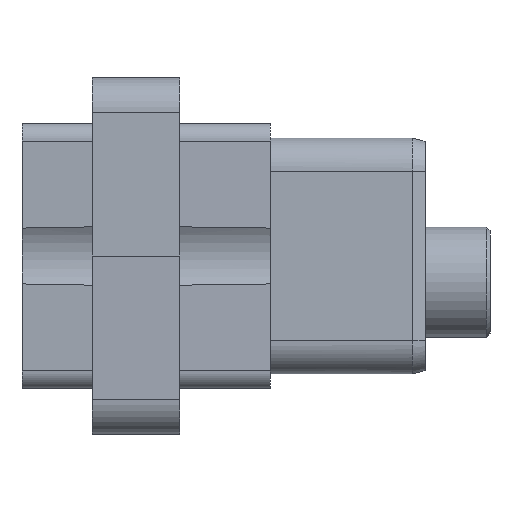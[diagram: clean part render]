
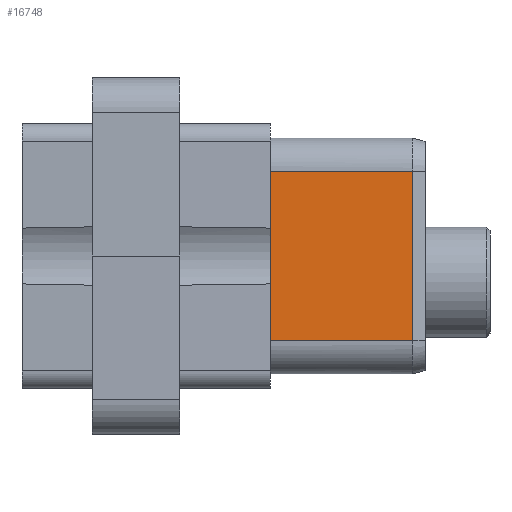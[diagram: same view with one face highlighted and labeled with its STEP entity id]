
A CAD part, front view. The second image highlights one B-rep face of the part: STEP entity #16748.
In plain terms, the highlighted planar face has unit normal (0.011, -1, 0).
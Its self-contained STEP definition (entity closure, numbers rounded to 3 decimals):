
#3381=CARTESIAN_POINT('',(18.234,-20.838,4.825));
#3382=CARTESIAN_POINT('',(18.234,-20.838,3.753));
#3383=CARTESIAN_POINT('',(18.235,-20.838,1.608));
#3384=CARTESIAN_POINT('',(18.235,-20.838,
-1.608));
#3385=CARTESIAN_POINT('',(18.235,-20.838,
-3.753));
#3386=CARTESIAN_POINT('',(18.235,-20.838,
-4.825));
#3388=CARTESIAN_POINT('',(10.125,-20.93,-4.825));
#3389=CARTESIAN_POINT('',(11.026,-20.92,-4.825));
#3390=CARTESIAN_POINT('',(12.828,-20.899,
-4.825));
#3391=CARTESIAN_POINT('',(15.532,-20.869,
-4.825));
#3392=CARTESIAN_POINT('',(17.334,-20.848,
-4.825));
#3393=CARTESIAN_POINT('',(18.235,-20.838,
-4.825));
#3395=DIRECTION('',(1.,0.011,0.));
#3396=VECTOR('',#3395,8.11);
#3397=CARTESIAN_POINT('',(10.125,-20.93,4.825));
#3398=LINE('',#3397,#3396);
#3399=CARTESIAN_POINT('',(18.235,-20.838,
-4.825));
#3704=CARTESIAN_POINT('',(18.234,-20.838,4.825));
#3884=DIRECTION('',(0.,0.,1.));
#3885=VECTOR('',#3884,9.65);
#3886=CARTESIAN_POINT('',(10.125,-20.93,-4.825));
#3887=LINE('',#3886,#3885);
#11997=CARTESIAN_POINT('',(10.125,-20.93,-4.825));
#11998=CARTESIAN_POINT('',(10.125,-20.93,4.825));
#11999=VERTEX_POINT('',#11997);
#12000=VERTEX_POINT('',#11998);
#12031=VERTEX_POINT('',#3399);
#12052=VERTEX_POINT('',#3704);
#16734=CARTESIAN_POINT('',(14.535,-20.88,0.));
#16735=DIRECTION('',(0.011,-1.,0.));
#16736=DIRECTION('',(0.,0.,1.));
#16737=AXIS2_PLACEMENT_3D('',#16734,#16735,#16736);
#16738=PLANE('',#16737);
#16739=ORIENTED_EDGE('',*,*,#16728,.T.);
#16741=ORIENTED_EDGE('',*,*,#16740,.F.);
#16743=ORIENTED_EDGE('',*,*,#16742,.T.);
#16745=ORIENTED_EDGE('',*,*,#16744,.T.);
#16746=EDGE_LOOP('',(#16739,#16741,#16743,#16745));
#16747=FACE_OUTER_BOUND('',#16746,.F.);
#16748=ADVANCED_FACE('',(#16747),#16738,.T.);
#3387=B_SPLINE_CURVE_WITH_KNOTS('',3,(#3381,#3382,#3383,#3384,#3385,#3386),
.UNSPECIFIED.,.F.,.F.,(4,1,1,4),(0.,0.333,0.667,1.),
.UNSPECIFIED.);
#3394=B_SPLINE_CURVE_WITH_KNOTS('',3,(#3388,#3389,#3390,#3391,#3392,#3393),
.UNSPECIFIED.,.F.,.F.,(4,1,1,4),(0.,0.333,0.667,1.),
.UNSPECIFIED.);
#16728=EDGE_CURVE('',#12052,#12031,#3387,.T.);
#16740=EDGE_CURVE('',#11999,#12031,#3394,.T.);
#16742=EDGE_CURVE('',#11999,#12000,#3887,.T.);
#16744=EDGE_CURVE('',#12000,#12052,#3398,.T.);
